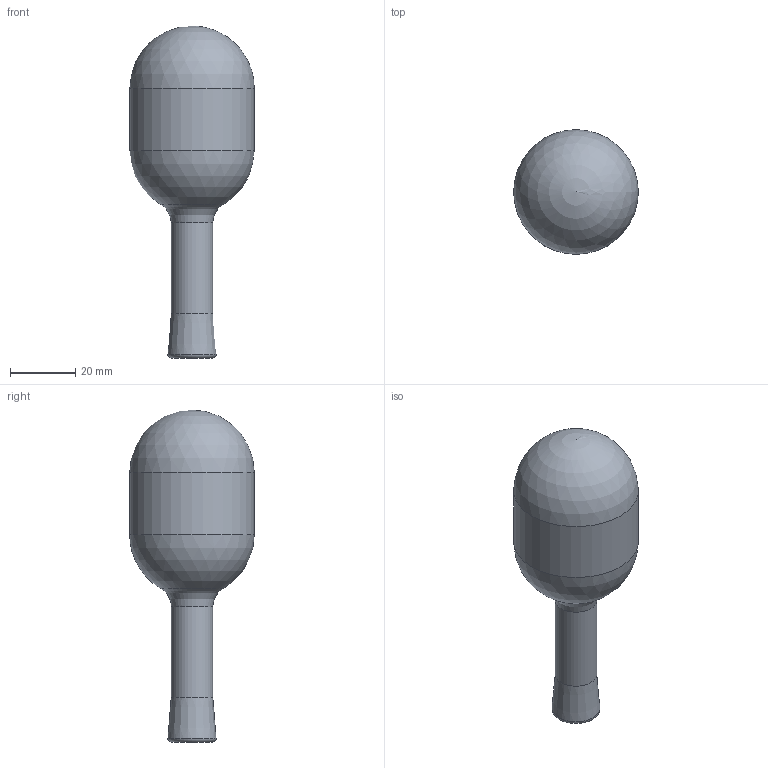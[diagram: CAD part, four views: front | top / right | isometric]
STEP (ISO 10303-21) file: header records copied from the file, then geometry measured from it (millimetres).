
FILE_DESCRIPTION(/* description */ (''),/* implementation_level */ '2;1');
FILE_NAME(/* name */ 'Glass to Kovar Single Fluid.stp',/* time_stamp */ '2018-01-30T15:43:19-06:00',/* author */ ('digiovine'),/* organization */ (''),/* preprocessor_version */ 'ST-DEVELOPER v16.5',/* originating_system */ 'Autodesk Inventor 2017',/* authorisation */ '');
FILE_SCHEMA (('AUTOMOTIVE_DESIGN { 1 0 10303 214 3 1 1 }'));
Length unit declared in the file: inch
Products named in the file (1): Glass to Kovar Single Fluid
Bounding box: 38.1 x 38.1 x 101.53 mm (x, y, z)
Volume: 8124 mm3; surface area: 16352.6 mm2
Topology: 1 solids, 1 shells, 14 faces, 32 edges, 19 vertices
Faces by surface type: cylinder 5, sphere 4, torus 3, plane 1, cone 1
Full cylindrical faces by diameter (mm): 11.176 x1, 12.7 x2, 36.068 x1, 38.1 x1
Entity records: 306 total; most frequent: DIRECTION 56, CARTESIAN_POINT 41, AXIS2_PLACEMENT_3D 28, EDGE_LOOP 26, ORIENTED_EDGE 26, FACE_OUTER_BOUND 14, ADVANCED_FACE 14, CIRCLE 13
